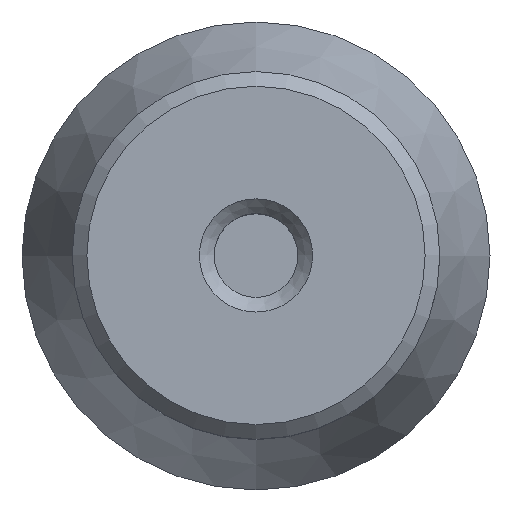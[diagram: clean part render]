
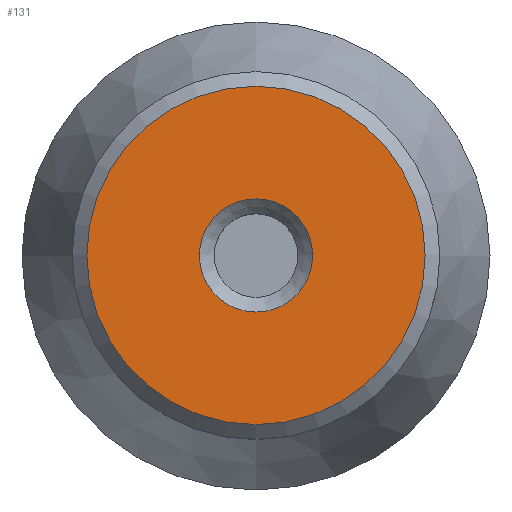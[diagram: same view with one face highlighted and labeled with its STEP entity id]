
A CAD part, top view. The second image highlights one B-rep face of the part: STEP entity #131.
In plain terms, the highlighted planar face has unit normal (0, 0, 1).
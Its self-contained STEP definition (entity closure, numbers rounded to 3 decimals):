
#17=FACE_BOUND('',#36,.T.);
#18=PLANE('',#161);
#25=FACE_OUTER_BOUND('',#35,.T.);
#35=EDGE_LOOP('',(#106));
#36=EDGE_LOOP('',(#107));
#60=CIRCLE('',#159,11.5);
#62=CIRCLE('',#162,3.85);
#69=VERTEX_POINT('',#233);
#71=VERTEX_POINT('',#239);
#81=EDGE_CURVE('',#69,#69,#60,.T.);
#84=EDGE_CURVE('',#71,#71,#62,.T.);
#106=ORIENTED_EDGE('',*,*,#81,.F.);
#107=ORIENTED_EDGE('',*,*,#84,.F.);
#131=ADVANCED_FACE('',(#25,#17),#18,.T.);
#159=AXIS2_PLACEMENT_3D('',#234,#191,#192);
#161=AXIS2_PLACEMENT_3D('',#238,#196,#197);
#162=AXIS2_PLACEMENT_3D('',#240,#198,#199);
#191=DIRECTION('center_axis',(0.,0.,-1.));
#192=DIRECTION('ref_axis',(1.,0.,0.));
#196=DIRECTION('center_axis',(0.,0.,1.));
#197=DIRECTION('ref_axis',(1.,0.,0.));
#198=DIRECTION('center_axis',(0.,0.,1.));
#199=DIRECTION('ref_axis',(1.,0.,0.));
#233=CARTESIAN_POINT('',(-11.5,0.,12.3));
#234=CARTESIAN_POINT('Origin',(0.,0.,12.3));
#238=CARTESIAN_POINT('Origin',(0.,0.,12.3));
#239=CARTESIAN_POINT('',(-3.85,0.,12.3));
#240=CARTESIAN_POINT('Origin',(0.,0.,12.3));
